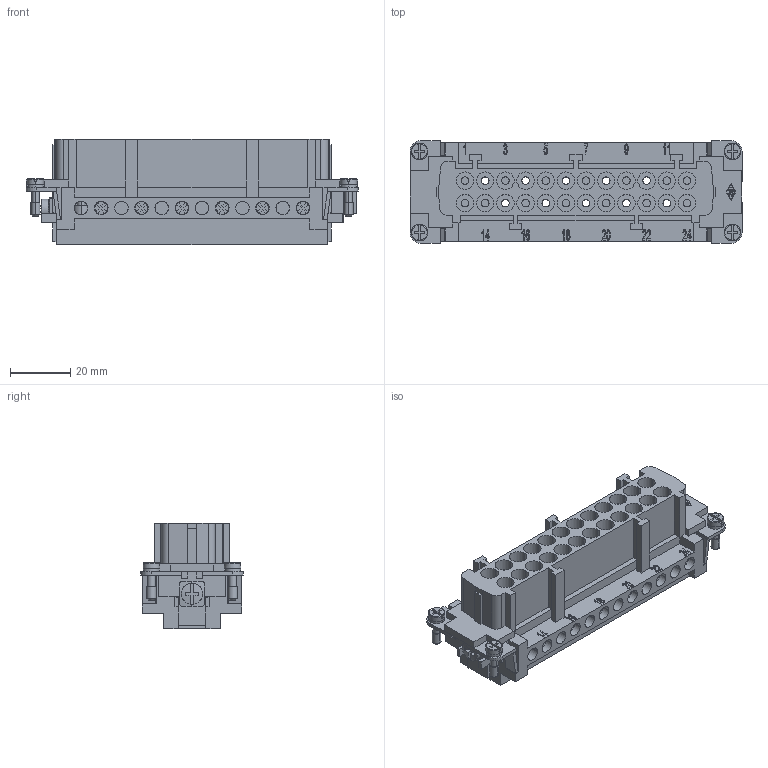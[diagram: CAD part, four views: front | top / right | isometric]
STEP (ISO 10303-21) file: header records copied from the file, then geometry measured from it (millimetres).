
FILE_DESCRIPTION((''),'2;1');
FILE_NAME('CMEF 10 TX.stp','2006-10-31T13:27:42',('gembarski'),(''),'Autodesk Inventor 7','Autodesk Inventor 7','');
FILE_SCHEMA(('AUTOMOTIVE_DESIGN { 1 0 10303 214 1 1 1 1 }'));
Length unit declared in the file: millimetre
Products named in the file (1): CMEF 10 TX
Bounding box: 110.3 x 34 x 35 mm (x, y, z)
Volume: 53419 mm3; surface area: 40323.5 mm2
Topology: 25 solids, 25 shells, 1908 faces, 5078 edges, 3335 vertices
Faces by surface type: plane 926, bspline 680, cylinder 286, torus 8, cone 4, sphere 4
Entity records: 64665 total; most frequent: CARTESIAN_POINT 19308, ORIENTED_EDGE 10160, DIRECTION 7961, EDGE_CURVE 5080, VECTOR 3337, LINE 3337, VERTEX_POINT 3335, AXIS2_PLACEMENT_3D 2312
